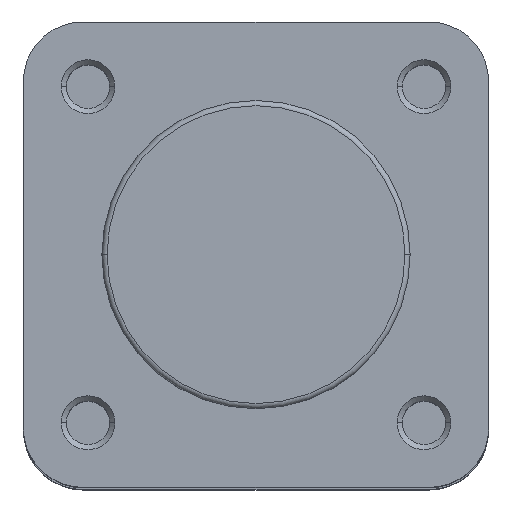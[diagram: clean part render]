
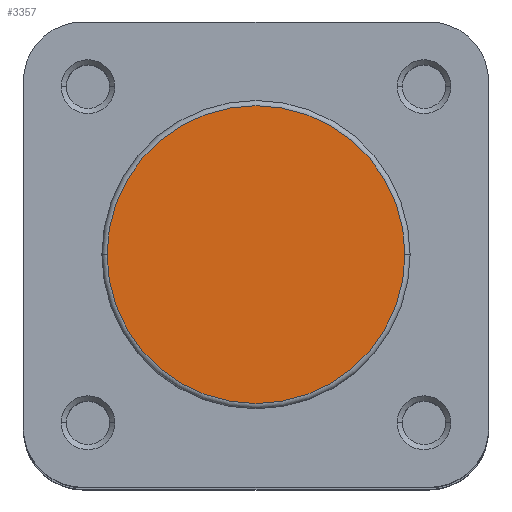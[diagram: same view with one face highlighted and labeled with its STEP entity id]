
A CAD part, top view. The second image highlights one B-rep face of the part: STEP entity #3357.
In plain terms, the highlighted planar face has unit normal (0, 0, 1).
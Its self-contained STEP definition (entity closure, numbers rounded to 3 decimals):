
#322 = CARTESIAN_POINT ( 'NONE',  ( 14.4, 0., 0. ) ) ;
#333 = CARTESIAN_POINT ( 'NONE',  ( -14.4, 0., 0. ) ) ;
#652 = VERTEX_POINT ( 'NONE', #322 ) ;
#666 = VERTEX_POINT ( 'NONE', #333 ) ;
#746 = DIRECTION ( 'NONE',  ( 0., 0., 1. ) ) ;
#762 = DIRECTION ( 'NONE',  ( -1., 0., 0. ) ) ;
#942 = CARTESIAN_POINT ( 'NONE',  ( 0., 0., 0. ) ) ;
#1020 = EDGE_LOOP ( 'NONE', ( #1244, #1243 ) ) ;
#1243 = ORIENTED_EDGE ( 'NONE', *, *, #2397, .T. ) ;
#1244 = ORIENTED_EDGE ( 'NONE', *, *, #2443, .T. ) ;
#1478 = CARTESIAN_POINT ( 'NONE',  ( 0., 14.9, 0. ) ) ;
#1479 = PLANE ( 'NONE',  #3128 ) ;
#1481 = DIRECTION ( 'NONE',  ( 0., 0., -1. ) ) ;
#1482 = DIRECTION ( 'NONE',  ( -1., 0., 0. ) ) ;
#2397 = EDGE_CURVE ( 'NONE', #652, #666, #5321, .T. ) ;
#2443 = EDGE_CURVE ( 'NONE', #666, #652, #5391, .T. ) ;
#2808 = AXIS2_PLACEMENT_3D ( 'NONE', #942, #746, #762 ) ;
#2830 = AXIS2_PLACEMENT_3D ( 'NONE', #3730, #3733, #3734 ) ;
#3128 = AXIS2_PLACEMENT_3D ( 'NONE', #1478, #1481, #1482 ) ;
#3357 = ADVANCED_FACE ( 'NONE', ( #3518 ), #1479, .F. ) ;
#3518 = FACE_OUTER_BOUND ( 'NONE', #1020, .T. ) ;
#3730 = CARTESIAN_POINT ( 'NONE',  ( 0., 0., 0. ) ) ;
#3733 = DIRECTION ( 'NONE',  ( 0., 0., 1. ) ) ;
#3734 = DIRECTION ( 'NONE',  ( -1., 0., 0. ) ) ;
#5321 = CIRCLE ( 'NONE', #2808, 14.4 ) ;
#5391 = CIRCLE ( 'NONE', #2830, 14.4 ) ;
